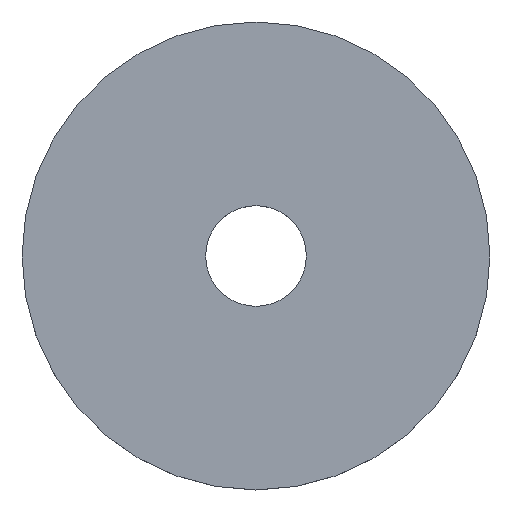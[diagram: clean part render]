
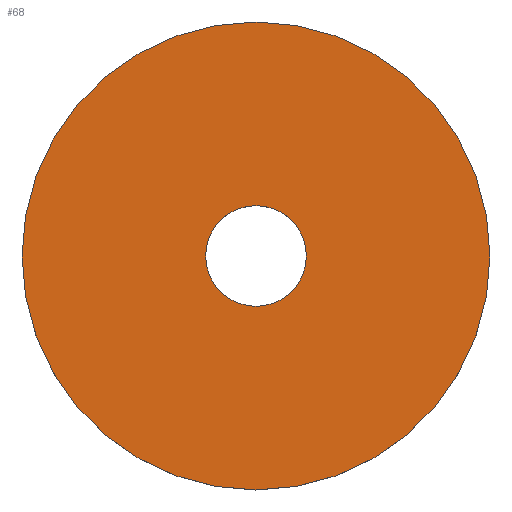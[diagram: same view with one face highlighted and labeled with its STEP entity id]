
A CAD part, top view. The second image highlights one B-rep face of the part: STEP entity #68.
In plain terms, the highlighted planar face has unit normal (0, 0, 1).
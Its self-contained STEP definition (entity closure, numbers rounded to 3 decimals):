
#50=VERTEX_POINT('',#119);
#66=EDGE_CURVE('',#80,#92,#137,.T.);
#68=ADVANCED_FACE('',(#139,#140),#141,.T.);
#70=EDGE_CURVE('',#92,#80,#143,.T.);
#80=VERTEX_POINT('',#153);
#92=VERTEX_POINT('',#168);
#96=EDGE_CURVE('',#98,#50,#173,.T.);
#98=VERTEX_POINT('',#175);
#100=EDGE_CURVE('',#50,#98,#177,.T.);
#119=CARTESIAN_POINT('',(-4.25,0.,3.0));
#137=CIRCLE('',#210,19.75);
#139=FACE_OUTER_BOUND('',#212,.T.);
#140=FACE_BOUND('',#213,.T.);
#141=PLANE('',#214);
#143=CIRCLE('',#217,19.75);
#153=CARTESIAN_POINT('',(-19.75,0.,3.0));
#168=CARTESIAN_POINT('',(19.75,0.0,3.0));
#173=CIRCLE('',#255,4.25);
#175=CARTESIAN_POINT('',(4.25,0.0,3.0));
#177=CIRCLE('',#260,4.25);
#210=AXIS2_PLACEMENT_3D('',#288,#289,#290);
#212=EDGE_LOOP('',(#292,#293));
#213=EDGE_LOOP('',(#294,#295));
#214=AXIS2_PLACEMENT_3D('',#296,#297,#298);
#217=AXIS2_PLACEMENT_3D('',#299,#300,#301);
#255=AXIS2_PLACEMENT_3D('',#332,#333,#334);
#260=AXIS2_PLACEMENT_3D('',#335,#336,#337);
#288=CARTESIAN_POINT('',(0.0,0.0,3.0));
#289=DIRECTION('',(0.0,0.0,-1.0));
#290=DIRECTION('',(1.0,0.0,0.0));
#292=ORIENTED_EDGE('',*,*,#70,.F.);
#293=ORIENTED_EDGE('',*,*,#66,.F.);
#294=ORIENTED_EDGE('',*,*,#96,.T.);
#295=ORIENTED_EDGE('',*,*,#100,.T.);
#296=CARTESIAN_POINT('',(0.0,0.0,3.0));
#297=DIRECTION('',(0.0,0.0,1.0));
#298=DIRECTION('',(1.0,0.0,0.0));
#299=CARTESIAN_POINT('',(0.0,0.0,3.0));
#300=DIRECTION('',(0.0,0.0,-1.0));
#301=DIRECTION('',(1.0,0.0,0.0));
#332=CARTESIAN_POINT('',(0.0,0.0,3.0));
#333=DIRECTION('',(0.0,0.0,-1.0));
#334=DIRECTION('',(1.0,0.0,0.0));
#335=CARTESIAN_POINT('',(0.0,0.0,3.0));
#336=DIRECTION('',(0.0,0.0,-1.0));
#337=DIRECTION('',(1.0,0.0,0.0));
